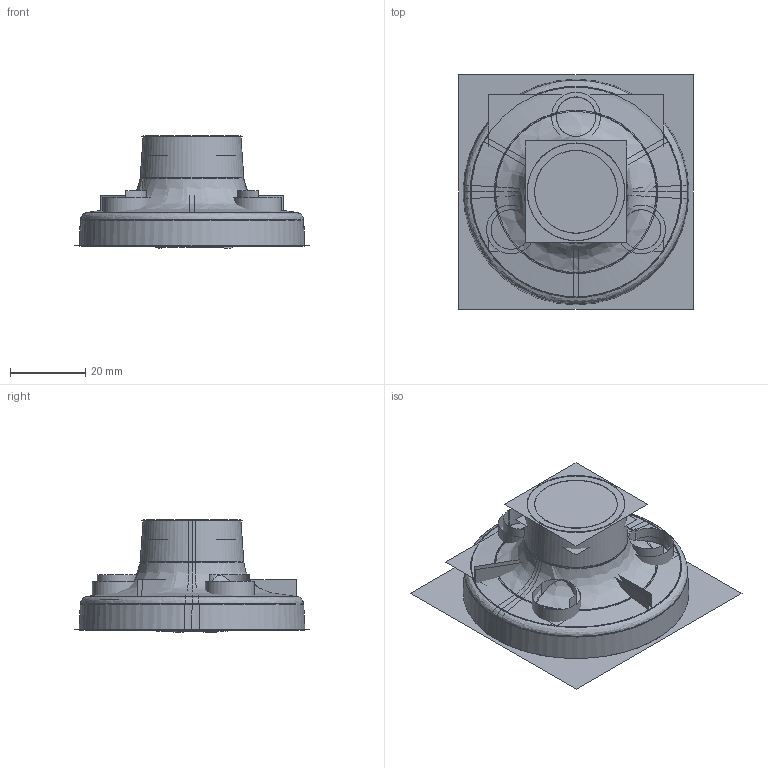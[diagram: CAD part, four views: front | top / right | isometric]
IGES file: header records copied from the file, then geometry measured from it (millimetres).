
Start section:  PTC IGES file: 208601.igs
Global section: file name: 208601.igs; native system: Creo Parametric by PTC Inc.; preprocessor: 2016260; author: pdmadmin; organization: Unknown; date: 20180926.133113; units: millimetre
Bounding box: 62.4 x 62.44 x 29.99 mm (x, y, z)
Volume: 14055.8 mm3; surface area: 128660 mm2
Topology: 1 solids, 1 shells, 680 faces, 3288 edges, 4066 vertices
Faces by surface type: bspline 396, revolution 284
